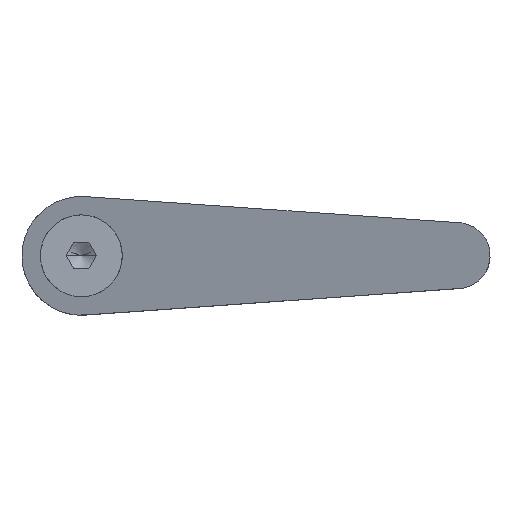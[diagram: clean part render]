
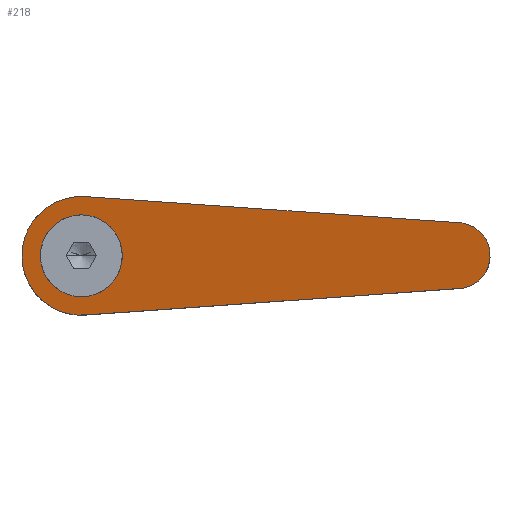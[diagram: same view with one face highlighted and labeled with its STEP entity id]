
A CAD part, top view. The second image highlights one B-rep face of the part: STEP entity #218.
In plain terms, the highlighted planar face has unit normal (-0.266, 0, 0.964).
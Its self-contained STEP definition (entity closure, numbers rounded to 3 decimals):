
#218=ADVANCED_FACE('',(#578,#579),#580,.F.);
#230=EDGE_CURVE('',#518,#394,#593,.T.);
#292=VERTEX_POINT('',#663);
#296=EDGE_CURVE('',#366,#298,#667,.T.);
#298=VERTEX_POINT('',#669);
#348=EDGE_CURVE('',#478,#366,#722,.T.);
#366=VERTEX_POINT('',#744);
#394=VERTEX_POINT('',#774);
#450=EDGE_CURVE('',#504,#518,#836,.T.);
#478=VERTEX_POINT('',#866);
#488=EDGE_CURVE('',#292,#478,#878,.T.);
#490=EDGE_CURVE('',#298,#502,#880,.T.);
#502=VERTEX_POINT('',#893);
#504=VERTEX_POINT('',#895);
#518=VERTEX_POINT('',#911);
#520=EDGE_CURVE('',#394,#504,#913,.T.);
#524=EDGE_CURVE('',#502,#292,#917,.T.);
#578=FACE_OUTER_BOUND('',#969,.T.);
#579=FACE_BOUND('',#970,.T.);
#580=PLANE('',#971);
#593=ELLIPSE('',#989,6.431,6.2);
#663=CARTESIAN_POINT('',(0.632,8.978,53.753));
#667=LINE('',#1111,#1112);
#669=CARTESIAN_POINT('',(57.351,-4.988,69.379));
#722=ELLIPSE('',#1207,9.335,9.);
#744=CARTESIAN_POINT('',(0.632,-8.978,53.753));
#774=CARTESIAN_POINT('',(0.,6.2,53.579));
#836=ELLIPSE('',#1400,6.431,6.2);
#866=CARTESIAN_POINT('',(-9.,0.,51.1));
#878=ELLIPSE('',#1462,9.335,9.);
#880=ELLIPSE('',#1465,5.186,5.);
#893=CARTESIAN_POINT('',(57.351,4.988,69.379));
#895=CARTESIAN_POINT('',(-1.001,6.119,53.304));
#911=CARTESIAN_POINT('',(0.,-6.2,53.579));
#913=ELLIPSE('',#1506,6.431,6.2);
#917=LINE('',#1511,#1512);
#969=EDGE_LOOP('',(#1566,#1567,#1568,#1569,#1570));
#970=EDGE_LOOP('',(#1571,#1572,#1573));
#971=AXIS2_PLACEMENT_3D('',#1574,#1575,#1576);
#989=AXIS2_PLACEMENT_3D('',#1587,#1588,#1589);
#1111=CARTESIAN_POINT('',(59.719,-4.821,70.031));
#1112=VECTOR('',#1666,1.0);
#1207=AXIS2_PLACEMENT_3D('',#1707,#1708,#1709);
#1400=AXIS2_PLACEMENT_3D('',#1843,#1844,#1845);
#1462=AXIS2_PLACEMENT_3D('',#1893,#1894,#1895);
#1465=AXIS2_PLACEMENT_3D('',#1896,#1897,#1898);
#1506=AXIS2_PLACEMENT_3D('',#1933,#1934,#1935);
#1511=CARTESIAN_POINT('',(33.351,6.676,62.767));
#1512=VECTOR('',#1936,1.0);
#1566=ORIENTED_EDGE('',*,*,#488,.T.);
#1567=ORIENTED_EDGE('',*,*,#348,.T.);
#1568=ORIENTED_EDGE('',*,*,#296,.T.);
#1569=ORIENTED_EDGE('',*,*,#490,.T.);
#1570=ORIENTED_EDGE('',*,*,#524,.T.);
#1571=ORIENTED_EDGE('',*,*,#450,.F.);
#1572=ORIENTED_EDGE('',*,*,#520,.F.);
#1573=ORIENTED_EDGE('',*,*,#230,.F.);
#1574=CARTESIAN_POINT('',(27.678,0.,61.204));
#1575=DIRECTION('',(0.266,0.,-0.964));
#1576=DIRECTION('',(0.256,0.964,0.071));
#1587=CARTESIAN_POINT('',(0.0,0.0,53.579));
#1588=DIRECTION('',(-0.266,0.,0.964));
#1589=DIRECTION('',(-0.964,0.0,-0.266));
#1666=DIRECTION('',(0.962,0.068,0.265));
#1707=CARTESIAN_POINT('',(0.,0.,53.579));
#1708=DIRECTION('',(-0.266,0.,0.964));
#1709=DIRECTION('',(-0.964,0.,-0.266));
#1843=CARTESIAN_POINT('',(0.0,0.0,53.579));
#1844=DIRECTION('',(-0.266,0.,0.964));
#1845=DIRECTION('',(-0.964,0.0,-0.266));
#1893=CARTESIAN_POINT('',(0.,0.,53.579));
#1894=DIRECTION('',(-0.266,0.,0.964));
#1895=DIRECTION('',(-0.964,0.,-0.266));
#1896=CARTESIAN_POINT('',(57.0,0.0,69.282));
#1897=DIRECTION('',(-0.266,0.,0.964));
#1898=DIRECTION('',(0.964,0.,0.266));
#1933=CARTESIAN_POINT('',(0.0,0.0,53.579));
#1934=DIRECTION('',(-0.266,0.,0.964));
#1935=DIRECTION('',(-0.964,0.0,-0.266));
#1936=DIRECTION('',(-0.962,0.068,-0.265));
